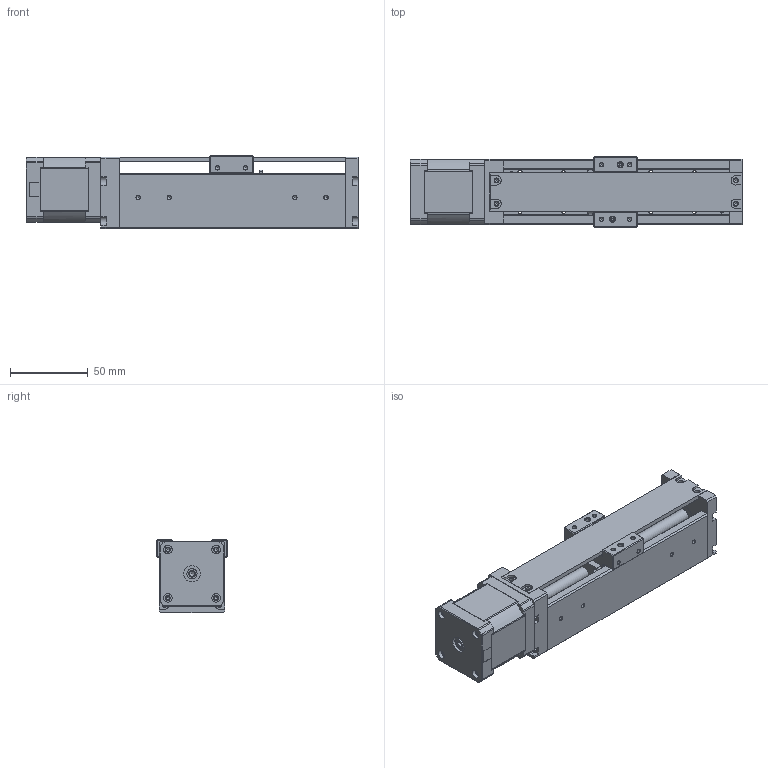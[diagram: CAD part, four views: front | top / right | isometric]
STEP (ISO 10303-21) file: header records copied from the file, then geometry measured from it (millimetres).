
FILE_DESCRIPTION( ( '' ), '1' );
FILE_NAME( 'ASS''Y-3D/TN4HP09-10A-VerB.stp', '2024-02-29T03:22:28', ( 'Dimamotor' ), ( 'Dimamotor' ), 'PSStep 17.0.49', ' ', ' ' );
FILE_SCHEMA( ( 'AUTOMOTIVE_DESIGN { 1 0 10303 214 1 1 1 1 }' ) );
Length unit declared in the file: millimetre
Products named in the file (17): LRM9N1X142S11AH-oa1; _LRM9RLX142-S11-H-D; MS545H-AO5L-LSH0805_VerA-oa0; MS545H-A-LSH; PRA-0802(L=150); Assem1; TN4檔塊-1-VerA; TN4檔塊-2-VerA; PB624ZZ-00; TN4上蓋-VerA; NUT_0805_VerA; _LRM9BK-N-H-A; PDE030604L-00-鋁短圓柱; TN4-MMIB-VerB; TN4載台承座-VerC; TN4載台結合板-VerA; Screw_ANSI_B18_3_1M_A_M3x6_v12.00
Assembly tree (18 placements, depth 3):
  Assem1
    TN4檔塊-1-VerA
    TN4檔塊-2-VerA
    PB624ZZ-00
    TN4上蓋-VerA
    NUT_0805_VerA
    _LRM9BK-N-H-A
    PDE030604L-00-鋁短圓柱  x2
    TN4-MMIB-VerB
    TN4載台承座-VerC
    TN4載台結合板-VerA
    Screw_ANSI_B18_3_1M_A_M3x6_v12.00  x2
    MS545H-AO5L-LSH0805_VerA-oa0
      MS545H-A-LSH
      PRA-0802(L=150)
    LRM9N1X142S11AH-oa1
      _LRM9RLX142-S11-H-D
Bounding box: 213 x 45 x 47.1 mm (x, y, z)
Volume: 253000 mm3; surface area: 97499.3 mm2
Topology: 16 solids, 16 shells, 837 faces, 2115 edges, 1349 vertices
Faces by surface type: plane 358, cylinder 280, cone 169, torus 24, sphere 6
Full cylindrical faces by diameter (mm): 1 x2, 1.5 x4, 2.459 x4, 2.5 x55, 3 x6, 3.2 x24, 3.3 x1, 3.4 x4, 3.5 x7, 3.7 x1, 4 x2, 5.5 x6, 5.6 x2, 6 x15, 6.5 x2, 6.917 x1, 8 x3, 8.05 x2, 10.5 x1, 11.4 x2, 13 x2, 16 x1, 16.05 x1, 22 x1, 22.05 x1
Entity records: 28790 total; most frequent: DIRECTION 3979, CARTESIAN_POINT 3676, ORIENTED_EDGE 3210, EDGE_CURVE 1605, AXIS2_PLACEMENT_3D 1545, EDGE_LOOP 1277, VERTEX_POINT 1193, FACE_OUTER_BOUND 973
